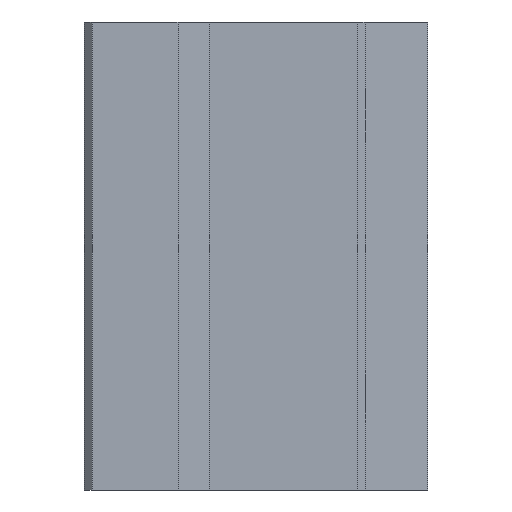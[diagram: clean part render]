
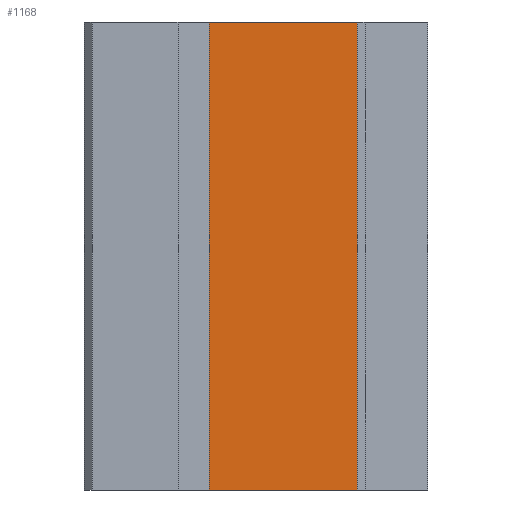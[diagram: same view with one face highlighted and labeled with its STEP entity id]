
A CAD part, left-side view. The second image highlights one B-rep face of the part: STEP entity #1168.
In plain terms, the highlighted planar face has unit normal (-1, 0, 0).
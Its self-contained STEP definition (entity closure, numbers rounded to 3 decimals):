
#108 = DIRECTION ( 'NONE',  ( 0., -1., 0. ) ) ;
#171 = DIRECTION ( 'NONE',  ( 0., 0., -1. ) ) ;
#178 = VERTEX_POINT ( 'NONE', #1183 ) ;
#184 = PLANE ( 'NONE',  #772 ) ;
#191 = EDGE_CURVE ( 'NONE', #1060, #178, #708, .T. ) ;
#202 = CARTESIAN_POINT ( 'NONE',  ( -15., 3.5, 15. ) ) ;
#230 = CARTESIAN_POINT ( 'NONE',  ( -15., -6.5, -15. ) ) ;
#273 = EDGE_LOOP ( 'NONE', ( #692, #875, #1420, #967 ) ) ;
#450 = LINE ( 'NONE', #230, #1049 ) ;
#478 = EDGE_CURVE ( 'NONE', #1082, #1060, #450, .T. ) ;
#492 = FACE_OUTER_BOUND ( 'NONE', #273, .T. ) ;
#564 = DIRECTION ( 'NONE',  ( 1., 0., 0. ) ) ;
#659 = LINE ( 'NONE', #1077, #1220 ) ;
#692 = ORIENTED_EDGE ( 'NONE', *, *, #478, .T. ) ;
#708 = LINE ( 'NONE', #1372, #1307 ) ;
#772 = AXIS2_PLACEMENT_3D ( 'NONE', #1280, #564, #1390 ) ;
#795 = VERTEX_POINT ( 'NONE', #202 ) ;
#843 = VECTOR ( 'NONE', #171, 1000. ) ;
#875 = ORIENTED_EDGE ( 'NONE', *, *, #191, .T. ) ;
#887 = DIRECTION ( 'NONE',  ( 0., 0., 1. ) ) ;
#967 = ORIENTED_EDGE ( 'NONE', *, *, #1157, .T. ) ;
#1049 = VECTOR ( 'NONE', #108, 1000. ) ;
#1060 = VERTEX_POINT ( 'NONE', #1492 ) ;
#1077 = CARTESIAN_POINT ( 'NONE',  ( -15., -6.5, 15. ) ) ;
#1082 = VERTEX_POINT ( 'NONE', #1506 ) ;
#1151 = LINE ( 'NONE', #1270, #843 ) ;
#1157 = EDGE_CURVE ( 'NONE', #795, #1082, #1151, .T. ) ;
#1168 = ADVANCED_FACE ( 'NONE', ( #492 ), #184, .F. ) ;
#1183 = CARTESIAN_POINT ( 'NONE',  ( -15., -6., 15. ) ) ;
#1205 = DIRECTION ( 'NONE',  ( 0., -1., 0. ) ) ;
#1220 = VECTOR ( 'NONE', #1205, 1000. ) ;
#1270 = CARTESIAN_POINT ( 'NONE',  ( -15., 3.5, 15. ) ) ;
#1280 = CARTESIAN_POINT ( 'NONE',  ( -15., -6.5, 15. ) ) ;
#1307 = VECTOR ( 'NONE', #887, 1000. ) ;
#1337 = EDGE_CURVE ( 'NONE', #795, #178, #659, .T. ) ;
#1372 = CARTESIAN_POINT ( 'NONE',  ( -15., -6., 15. ) ) ;
#1390 = DIRECTION ( 'NONE',  ( 0., 0., -1. ) ) ;
#1420 = ORIENTED_EDGE ( 'NONE', *, *, #1337, .F. ) ;
#1492 = CARTESIAN_POINT ( 'NONE',  ( -15., -6., -15. ) ) ;
#1506 = CARTESIAN_POINT ( 'NONE',  ( -15., 3.5, -15. ) ) ;
